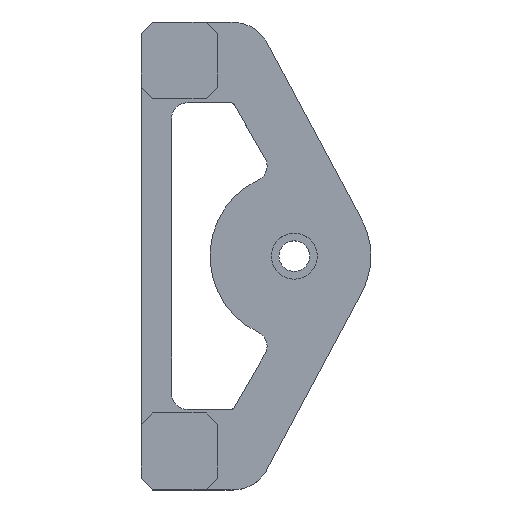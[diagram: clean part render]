
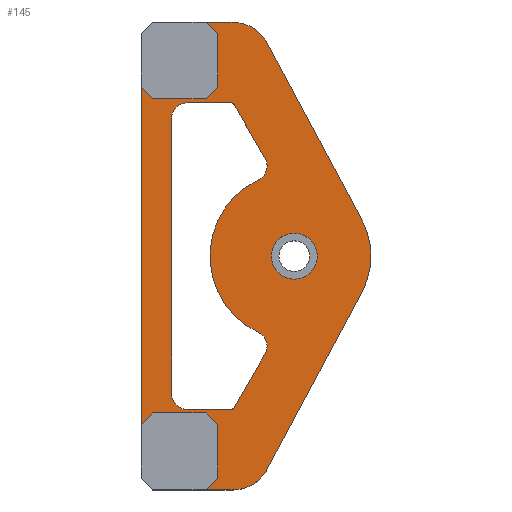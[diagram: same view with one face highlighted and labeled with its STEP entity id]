
A CAD part, top view. The second image highlights one B-rep face of the part: STEP entity #145.
In plain terms, the highlighted planar face has unit normal (0, 0, 1).
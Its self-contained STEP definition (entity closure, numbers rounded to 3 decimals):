
#145=ADVANCED_FACE('',(#303,#304,#305),#237,.T.);
#237=PLANE('',#1697);
#303=FACE_BOUND('',#344,.T.);
#304=FACE_BOUND('',#345,.T.);
#305=FACE_BOUND('',#346,.T.);
#344=EDGE_LOOP('',(#509,#510,#511,#512,#513,#514,#515,#516,#517,#518,#519,
#520));
#345=EDGE_LOOP('',(#521));
#346=EDGE_LOOP('',(#522,#523,#524,#525,#526,#527,#528,#529,#530,#531,#532,
#533,#534,#535,#536,#537,#538,#539));
#462=CIRCLE('',#1686,2.);
#463=CIRCLE('',#1687,0.5);
#464=CIRCLE('',#1688,2.);
#465=CIRCLE('',#1689,11.);
#466=CIRCLE('',#1690,2.);
#467=CIRCLE('',#1691,0.5);
#468=CIRCLE('',#1692,2.);
#469=CIRCLE('',#1693,3.);
#470=CIRCLE('',#1694,5.);
#471=CIRCLE('',#1695,10.);
#472=CIRCLE('',#1696,5.);
#509=ORIENTED_EDGE('',*,*,#1114,.F.);
#510=ORIENTED_EDGE('',*,*,#1115,.T.);
#511=ORIENTED_EDGE('',*,*,#1116,.F.);
#512=ORIENTED_EDGE('',*,*,#1117,.T.);
#513=ORIENTED_EDGE('',*,*,#1118,.F.);
#514=ORIENTED_EDGE('',*,*,#1119,.T.);
#515=ORIENTED_EDGE('',*,*,#1120,.F.);
#516=ORIENTED_EDGE('',*,*,#1121,.T.);
#517=ORIENTED_EDGE('',*,*,#1122,.F.);
#518=ORIENTED_EDGE('',*,*,#1123,.T.);
#519=ORIENTED_EDGE('',*,*,#1124,.F.);
#520=ORIENTED_EDGE('',*,*,#1125,.T.);
#521=ORIENTED_EDGE('',*,*,#1126,.T.);
#522=ORIENTED_EDGE('',*,*,#1127,.T.);
#523=ORIENTED_EDGE('',*,*,#1128,.T.);
#524=ORIENTED_EDGE('',*,*,#1129,.T.);
#525=ORIENTED_EDGE('',*,*,#1130,.T.);
#526=ORIENTED_EDGE('',*,*,#1131,.T.);
#527=ORIENTED_EDGE('',*,*,#1132,.T.);
#528=ORIENTED_EDGE('',*,*,#1133,.T.);
#529=ORIENTED_EDGE('',*,*,#1134,.T.);
#530=ORIENTED_EDGE('',*,*,#1135,.F.);
#531=ORIENTED_EDGE('',*,*,#1136,.T.);
#532=ORIENTED_EDGE('',*,*,#1137,.F.);
#533=ORIENTED_EDGE('',*,*,#1138,.T.);
#534=ORIENTED_EDGE('',*,*,#1139,.T.);
#535=ORIENTED_EDGE('',*,*,#1140,.T.);
#536=ORIENTED_EDGE('',*,*,#1141,.T.);
#537=ORIENTED_EDGE('',*,*,#1142,.T.);
#538=ORIENTED_EDGE('',*,*,#1143,.T.);
#539=ORIENTED_EDGE('',*,*,#1144,.T.);
#963=VERTEX_POINT('',#2279);
#964=VERTEX_POINT('',#2280);
#965=VERTEX_POINT('',#2282);
#966=VERTEX_POINT('',#2284);
#967=VERTEX_POINT('',#2286);
#968=VERTEX_POINT('',#2288);
#969=VERTEX_POINT('',#2290);
#970=VERTEX_POINT('',#2292);
#971=VERTEX_POINT('',#2294);
#972=VERTEX_POINT('',#2296);
#973=VERTEX_POINT('',#2298);
#974=VERTEX_POINT('',#2300);
#975=VERTEX_POINT('',#2303);
#976=VERTEX_POINT('',#2305);
#977=VERTEX_POINT('',#2306);
#978=VERTEX_POINT('',#2308);
#979=VERTEX_POINT('',#2310);
#980=VERTEX_POINT('',#2312);
#981=VERTEX_POINT('',#2314);
#982=VERTEX_POINT('',#2316);
#983=VERTEX_POINT('',#2318);
#984=VERTEX_POINT('',#2320);
#985=VERTEX_POINT('',#2322);
#986=VERTEX_POINT('',#2324);
#987=VERTEX_POINT('',#2326);
#988=VERTEX_POINT('',#2328);
#989=VERTEX_POINT('',#2330);
#990=VERTEX_POINT('',#2332);
#991=VERTEX_POINT('',#2334);
#992=VERTEX_POINT('',#2336);
#993=VERTEX_POINT('',#2338);
#1114=EDGE_CURVE('',#963,#964,#1341,.T.);
#1115=EDGE_CURVE('',#963,#965,#462,.T.);
#1116=EDGE_CURVE('',#966,#965,#1342,.T.);
#1117=EDGE_CURVE('',#966,#967,#463,.T.);
#1118=EDGE_CURVE('',#968,#967,#1343,.T.);
#1119=EDGE_CURVE('',#968,#969,#464,.T.);
#1120=EDGE_CURVE('',#970,#969,#465,.T.);
#1121=EDGE_CURVE('',#970,#971,#466,.T.);
#1122=EDGE_CURVE('',#972,#971,#1344,.T.);
#1123=EDGE_CURVE('',#972,#973,#467,.T.);
#1124=EDGE_CURVE('',#974,#973,#1345,.T.);
#1125=EDGE_CURVE('',#974,#964,#468,.T.);
#1126=EDGE_CURVE('',#975,#975,#469,.T.);
#1127=EDGE_CURVE('',#976,#977,#1346,.T.);
#1128=EDGE_CURVE('',#977,#978,#470,.T.);
#1129=EDGE_CURVE('',#978,#979,#1347,.T.);
#1130=EDGE_CURVE('',#979,#980,#471,.T.);
#1131=EDGE_CURVE('',#980,#981,#1348,.T.);
#1132=EDGE_CURVE('',#981,#982,#472,.T.);
#1133=EDGE_CURVE('',#982,#983,#1349,.T.);
#1134=EDGE_CURVE('',#983,#984,#1350,.T.);
#1135=EDGE_CURVE('',#985,#984,#1351,.T.);
#1136=EDGE_CURVE('',#985,#986,#1352,.T.);
#1137=EDGE_CURVE('',#987,#986,#1353,.T.);
#1138=EDGE_CURVE('',#987,#988,#1354,.T.);
#1139=EDGE_CURVE('',#988,#989,#1355,.T.);
#1140=EDGE_CURVE('',#989,#990,#1356,.T.);
#1141=EDGE_CURVE('',#990,#991,#1357,.T.);
#1142=EDGE_CURVE('',#991,#992,#1358,.T.);
#1143=EDGE_CURVE('',#992,#993,#1359,.T.);
#1144=EDGE_CURVE('',#993,#976,#1360,.T.);
#1341=LINE('',#2278,#1513);
#1342=LINE('',#2283,#1514);
#1343=LINE('',#2287,#1515);
#1344=LINE('',#2295,#1516);
#1345=LINE('',#2299,#1517);
#1346=LINE('',#2304,#1518);
#1347=LINE('',#2309,#1519);
#1348=LINE('',#2313,#1520);
#1349=LINE('',#2317,#1521);
#1350=LINE('',#2319,#1522);
#1351=LINE('',#2321,#1523);
#1352=LINE('',#2323,#1524);
#1353=LINE('',#2325,#1525);
#1354=LINE('',#2327,#1526);
#1355=LINE('',#2329,#1527);
#1356=LINE('',#2331,#1528);
#1357=LINE('',#2333,#1529);
#1358=LINE('',#2335,#1530);
#1359=LINE('',#2337,#1531);
#1360=LINE('',#2339,#1532);
#1513=VECTOR('',#1827,1.);
#1514=VECTOR('',#1830,1.);
#1515=VECTOR('',#1833,1.);
#1516=VECTOR('',#1840,1.);
#1517=VECTOR('',#1843,1.);
#1518=VECTOR('',#1848,1.);
#1519=VECTOR('',#1851,1.);
#1520=VECTOR('',#1854,1.);
#1521=VECTOR('',#1857,1.);
#1522=VECTOR('',#1858,1.);
#1523=VECTOR('',#1859,1.);
#1524=VECTOR('',#1860,1.);
#1525=VECTOR('',#1861,1.);
#1526=VECTOR('',#1862,1.);
#1527=VECTOR('',#1863,1.);
#1528=VECTOR('',#1864,1.);
#1529=VECTOR('',#1865,1.);
#1530=VECTOR('',#1866,1.);
#1531=VECTOR('',#1867,1.);
#1532=VECTOR('',#1868,1.);
#1686=AXIS2_PLACEMENT_3D('',#2281,#1828,#1829);
#1687=AXIS2_PLACEMENT_3D('',#2285,#1831,#1832);
#1688=AXIS2_PLACEMENT_3D('',#2289,#1834,#1835);
#1689=AXIS2_PLACEMENT_3D('',#2291,#1836,#1837);
#1690=AXIS2_PLACEMENT_3D('',#2293,#1838,#1839);
#1691=AXIS2_PLACEMENT_3D('',#2297,#1841,#1842);
#1692=AXIS2_PLACEMENT_3D('',#2301,#1844,#1845);
#1693=AXIS2_PLACEMENT_3D('',#2302,#1846,#1847);
#1694=AXIS2_PLACEMENT_3D('',#2307,#1849,#1850);
#1695=AXIS2_PLACEMENT_3D('',#2311,#1852,#1853);
#1696=AXIS2_PLACEMENT_3D('',#2315,#1855,#1856);
#1697=AXIS2_PLACEMENT_3D('',#2340,#1869,#1870);
#1827=DIRECTION('',(0.,-1.,0.));
#1828=DIRECTION('',(0.,0.,-1.));
#1829=DIRECTION('',(1.,0.,0.));
#1830=DIRECTION('',(-1.,0.,0.));
#1831=DIRECTION('',(0.,0.,-1.));
#1832=DIRECTION('',(1.,0.,0.));
#1833=DIRECTION('',(-0.5,0.866,0.));
#1834=DIRECTION('',(0.,0.,-1.));
#1835=DIRECTION('',(1.,0.,0.));
#1836=DIRECTION('',(0.,0.,-1.));
#1837=DIRECTION('',(1.,0.,0.));
#1838=DIRECTION('',(0.,0.,-1.));
#1839=DIRECTION('',(1.,0.,0.));
#1840=DIRECTION('',(0.5,0.866,0.));
#1841=DIRECTION('',(0.,0.,-1.));
#1842=DIRECTION('',(1.,0.,0.));
#1843=DIRECTION('',(1.,0.,0.));
#1844=DIRECTION('',(0.,0.,-1.));
#1845=DIRECTION('',(1.,0.,0.));
#1846=DIRECTION('',(0.,0.,-1.));
#1847=DIRECTION('',(1.,0.,0.));
#1848=DIRECTION('',(1.,0.,0.));
#1849=DIRECTION('',(0.,0.,1.));
#1850=DIRECTION('',(1.,0.,0.));
#1851=DIRECTION('',(0.472,0.881,0.));
#1852=DIRECTION('',(0.,0.,1.));
#1853=DIRECTION('',(1.,0.,0.));
#1854=DIRECTION('',(-0.472,0.881,0.));
#1855=DIRECTION('',(0.,0.,1.));
#1856=DIRECTION('',(1.,0.,0.));
#1857=DIRECTION('',(-1.,0.,0.));
#1858=DIRECTION('',(0.707,-0.707,0.));
#1859=DIRECTION('',(0.,1.,0.));
#1860=DIRECTION('',(-0.707,-0.707,0.));
#1861=DIRECTION('',(1.,0.,0.));
#1862=DIRECTION('',(-0.707,0.707,0.));
#1863=DIRECTION('',(0.,-1.,0.));
#1864=DIRECTION('',(0.707,0.707,0.));
#1865=DIRECTION('',(1.,0.,0.));
#1866=DIRECTION('',(0.707,-0.707,0.));
#1867=DIRECTION('',(0.,-1.,0.));
#1868=DIRECTION('',(-0.707,-0.707,0.));
#1869=DIRECTION('',(0.,0.,1.));
#1870=DIRECTION('',(1.,0.,0.));
#2278=CARTESIAN_POINT('',(-16.,0.,3.));
#2279=CARTESIAN_POINT('',(-16.,18.,3.));
#2280=CARTESIAN_POINT('',(-16.,-18.,3.));
#2281=CARTESIAN_POINT('',(-14.,18.,3.));
#2282=CARTESIAN_POINT('',(-14.,20.,3.));
#2283=CARTESIAN_POINT('',(0.,20.,3.));
#2284=CARTESIAN_POINT('',(-8.289,20.,3.));
#2285=CARTESIAN_POINT('',(-8.289,19.5,3.));
#2286=CARTESIAN_POINT('',(-7.856,19.75,3.));
#2287=CARTESIAN_POINT('',(2.66,1.536,3.));
#2288=CARTESIAN_POINT('',(-3.818,12.756,3.));
#2289=CARTESIAN_POINT('',(-5.55,11.756,3.));
#2290=CARTESIAN_POINT('',(-4.696,9.947,3.));
#2291=CARTESIAN_POINT('',(0.,0.,3.));
#2292=CARTESIAN_POINT('',(-4.696,-9.947,3.));
#2293=CARTESIAN_POINT('',(-5.55,-11.756,3.));
#2294=CARTESIAN_POINT('',(-3.818,-12.756,3.));
#2295=CARTESIAN_POINT('',(2.66,-1.536,3.));
#2296=CARTESIAN_POINT('',(-7.856,-19.75,3.));
#2297=CARTESIAN_POINT('',(-8.289,-19.5,3.));
#2298=CARTESIAN_POINT('',(-8.289,-20.,3.));
#2299=CARTESIAN_POINT('',(0.,-20.,3.));
#2300=CARTESIAN_POINT('',(-14.,-20.,3.));
#2301=CARTESIAN_POINT('',(-14.,-18.,3.));
#2302=CARTESIAN_POINT('',(0.,0.,3.));
#2303=CARTESIAN_POINT('',(3.,0.,3.));
#2304=CARTESIAN_POINT('',(-20.,-30.5,3.));
#2305=CARTESIAN_POINT('',(-11.5,-30.5,3.));
#2306=CARTESIAN_POINT('',(-7.993,-30.5,3.));
#2307=CARTESIAN_POINT('',(-7.993,-25.5,3.));
#2308=CARTESIAN_POINT('',(-3.586,-27.862,3.));
#2309=CARTESIAN_POINT('',(-5.,-30.5,3.));
#2310=CARTESIAN_POINT('',(8.814,-4.724,3.));
#2311=CARTESIAN_POINT('',(0.,0.,3.));
#2312=CARTESIAN_POINT('',(8.814,4.724,3.));
#2313=CARTESIAN_POINT('',(8.814,4.724,3.));
#2314=CARTESIAN_POINT('',(-3.586,27.862,3.));
#2315=CARTESIAN_POINT('',(-7.993,25.5,3.));
#2316=CARTESIAN_POINT('',(-7.993,30.5,3.));
#2317=CARTESIAN_POINT('',(-5.,30.5,3.));
#2318=CARTESIAN_POINT('',(-11.5,30.5,3.));
#2319=CARTESIAN_POINT('',(-11.5,30.5,3.));
#2320=CARTESIAN_POINT('',(-10.,29.,3.));
#2321=CARTESIAN_POINT('',(-10.,20.5,3.));
#2322=CARTESIAN_POINT('',(-10.,22.,3.));
#2323=CARTESIAN_POINT('',(-10.,22.,3.));
#2324=CARTESIAN_POINT('',(-11.5,20.5,3.));
#2325=CARTESIAN_POINT('',(-20.,20.5,3.));
#2326=CARTESIAN_POINT('',(-18.5,20.5,3.));
#2327=CARTESIAN_POINT('',(-18.5,20.5,3.));
#2328=CARTESIAN_POINT('',(-20.,22.,3.));
#2329=CARTESIAN_POINT('',(-20.,30.5,3.));
#2330=CARTESIAN_POINT('',(-20.,-22.,3.));
#2331=CARTESIAN_POINT('',(-20.,-22.,3.));
#2332=CARTESIAN_POINT('',(-18.5,-20.5,3.));
#2333=CARTESIAN_POINT('',(-20.,-20.5,3.));
#2334=CARTESIAN_POINT('',(-11.5,-20.5,3.));
#2335=CARTESIAN_POINT('',(-11.5,-20.5,3.));
#2336=CARTESIAN_POINT('',(-10.,-22.,3.));
#2337=CARTESIAN_POINT('',(-10.,-20.5,3.));
#2338=CARTESIAN_POINT('',(-10.,-29.,3.));
#2339=CARTESIAN_POINT('',(-10.,-29.,3.));
#2340=CARTESIAN_POINT('',(0.,0.,3.));
